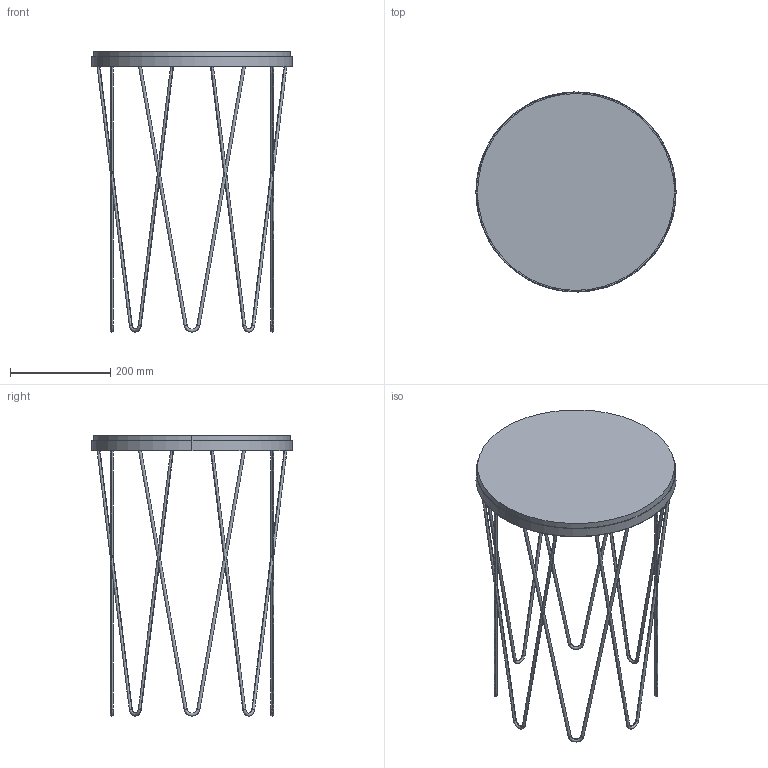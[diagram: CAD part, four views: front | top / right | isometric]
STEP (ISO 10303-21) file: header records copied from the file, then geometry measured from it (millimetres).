
FILE_DESCRIPTION(/* description */ (''),/* implementation_level */ '2;1');
FILE_NAME(/* name */ 'TND9MS~J',/* time_stamp */ '2016-09-05T17:07:38+02:00',/* author */ (''),/* organization */ (''),/* preprocessor_version */ 'ST-DEVELOPER v15',/* originating_system */ '',/* authorisation */ '');
FILE_SCHEMA (('AUTOMOTIVE_DESIGN'));
Length unit declared in the file: millimetre
Products named in the file (1): Document
Bounding box: 400 x 399.86 x 559.77 mm (x, y, z)
Volume: 2737701.7 mm3; surface area: 631113.9 mm2
Topology: 11 solids, 12 shells, 83 faces, 145 edges, 85 vertices
Faces by surface type: bspline 60, plane 23
Entity records: 4432 total; most frequent: CARTESIAN_POINT 3528, ORIENTED_EDGE 289, EDGE_CURVE 145, EDGE_LOOP 85, VERTEX_POINT 85, ADVANCED_FACE 83, FACE_OUTER_BOUND 83, DIRECTION 29
